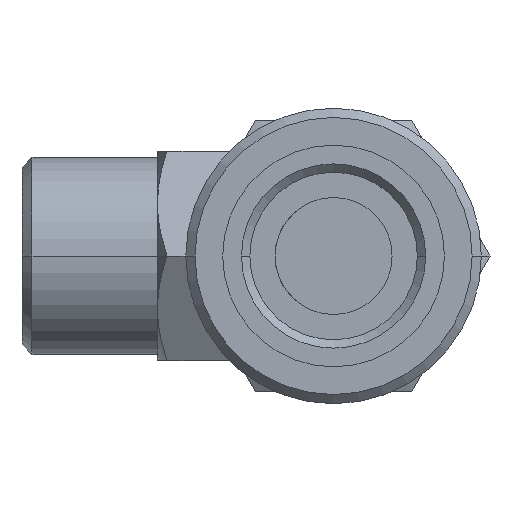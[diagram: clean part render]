
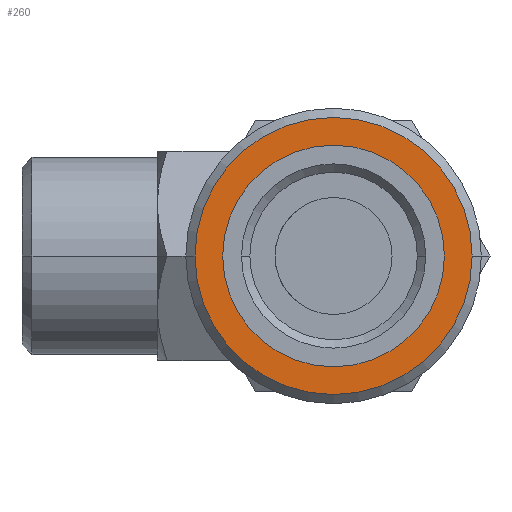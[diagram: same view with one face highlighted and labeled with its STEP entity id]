
A CAD part, front view. The second image highlights one B-rep face of the part: STEP entity #260.
In plain terms, the highlighted planar face has unit normal (0, -1, 0).
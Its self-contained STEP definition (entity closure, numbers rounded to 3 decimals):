
#260=ADVANCED_FACE('',(#528,#529),#530,.T.);
#528=FACE_BOUND('',#801,.T.);
#529=FACE_OUTER_BOUND('',#802,.T.);
#530=PLANE('',#803);
#801=EDGE_LOOP('',(#1485,#1486));
#802=EDGE_LOOP('',(#1487,#1488));
#803=AXIS2_PLACEMENT_3D('',#1489,#1490,#1491);
#1485=ORIENTED_EDGE('',*,*,#1685,.T.);
#1486=ORIENTED_EDGE('',*,*,#1773,.T.);
#1487=ORIENTED_EDGE('',*,*,#1680,.F.);
#1488=ORIENTED_EDGE('',*,*,#1708,.F.);
#1489=CARTESIAN_POINT('',(5.625,0.1,0.0));
#1490=DIRECTION('',(-0.0,-1.0,-0.0));
#1491=DIRECTION('',(-1.0,0.0,0.0));
#1680=EDGE_CURVE('',#2035,#2038,#2039,.T.);
#1685=EDGE_CURVE('',#2047,#2045,#2048,.T.);
#1708=EDGE_CURVE('',#2038,#2035,#2082,.T.);
#1773=EDGE_CURVE('',#2045,#2047,#2165,.T.);
#2035=VERTEX_POINT('',#2697);
#2038=VERTEX_POINT('',#2701);
#2039=CIRCLE('',#2702,11.25);
#2045=VERTEX_POINT('',#2709);
#2047=VERTEX_POINT('',#2712);
#2048=CIRCLE('',#2713,9.0);
#2082=CIRCLE('',#2774,11.25);
#2165=CIRCLE('',#2957,9.0);
#2697=CARTESIAN_POINT('',(11.25,0.1,0.0));
#2701=CARTESIAN_POINT('',(-11.25,0.1,0.));
#2702=AXIS2_PLACEMENT_3D('',#3339,#3340,#3341);
#2709=CARTESIAN_POINT('',(9.0,0.1,0.));
#2712=CARTESIAN_POINT('',(-9.0,0.1,0.));
#2713=AXIS2_PLACEMENT_3D('',#3347,#3348,#3349);
#2774=AXIS2_PLACEMENT_3D('',#3385,#3386,#3387);
#2957=AXIS2_PLACEMENT_3D('',#3466,#3467,#3468);
#3339=CARTESIAN_POINT('',(0.0,0.1,0.0));
#3340=DIRECTION('',(-0.0,1.0,0.0));
#3341=DIRECTION('',(1.0,0.0,0.0));
#3347=CARTESIAN_POINT('',(0.0,0.1,0.0));
#3348=DIRECTION('',(-0.0,1.0,0.0));
#3349=DIRECTION('',(1.0,0.0,0.0));
#3385=CARTESIAN_POINT('',(0.0,0.1,0.0));
#3386=DIRECTION('',(-0.0,1.0,0.0));
#3387=DIRECTION('',(1.0,0.0,0.0));
#3466=CARTESIAN_POINT('',(0.0,0.1,0.0));
#3467=DIRECTION('',(-0.0,1.0,0.0));
#3468=DIRECTION('',(1.0,0.0,0.0));
